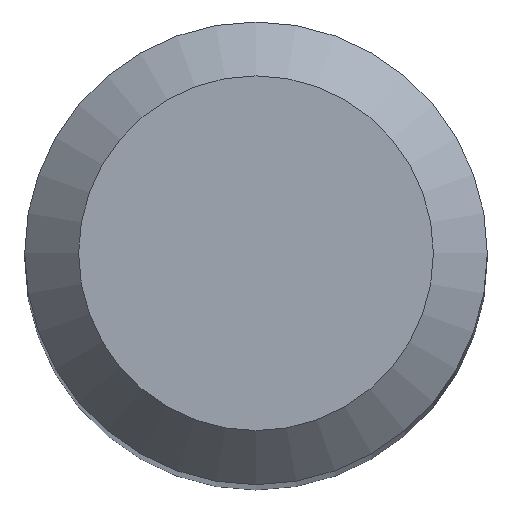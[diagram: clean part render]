
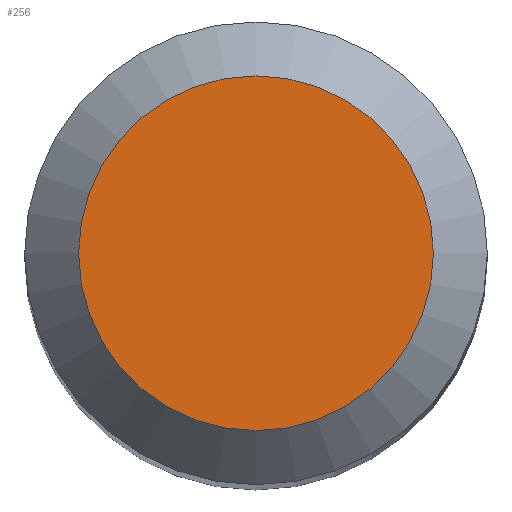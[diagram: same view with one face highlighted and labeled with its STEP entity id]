
A CAD part, top view. The second image highlights one B-rep face of the part: STEP entity #256.
In plain terms, the highlighted planar face has unit normal (0, 0, 1).
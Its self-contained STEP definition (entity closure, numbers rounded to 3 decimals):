
#3 = ORIENTED_EDGE ( 'NONE', *, *, #11, .F. ) ;
#9 = CARTESIAN_POINT ( 'NONE',  ( 0., 0., 66. ) ) ;
#11 = EDGE_CURVE ( 'NONE', #152, #152, #90, .T. ) ;
#29 = DIRECTION ( 'NONE',  ( 0., 1., 0. ) ) ;
#63 = AXIS2_PLACEMENT_3D ( 'NONE', #237, #254, #29 ) ;
#64 = EDGE_LOOP ( 'NONE', ( #3 ) ) ;
#90 = CIRCLE ( 'NONE', #114, 2.3 ) ;
#114 = AXIS2_PLACEMENT_3D ( 'NONE', #9, #130, #248 ) ;
#130 = DIRECTION ( 'NONE',  ( 0., 0., -1. ) ) ;
#152 = VERTEX_POINT ( 'NONE', #198 ) ;
#180 = FACE_OUTER_BOUND ( 'NONE', #64, .T. ) ;
#198 = CARTESIAN_POINT ( 'NONE',  ( 0., 2.3, 66. ) ) ;
#200 = PLANE ( 'NONE',  #63 ) ;
#237 = CARTESIAN_POINT ( 'NONE',  ( 0., 0., 66. ) ) ;
#248 = DIRECTION ( 'NONE',  ( 0., 1., 0. ) ) ;
#254 = DIRECTION ( 'NONE',  ( 0., 0., -1. ) ) ;
#256 = ADVANCED_FACE ( 'NONE', ( #180 ), #200, .F. ) ;
